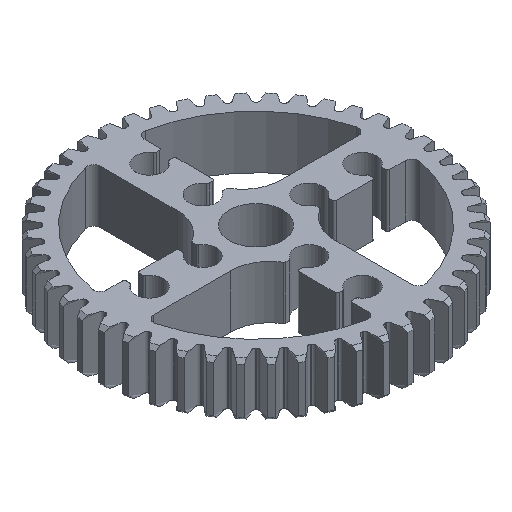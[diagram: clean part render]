
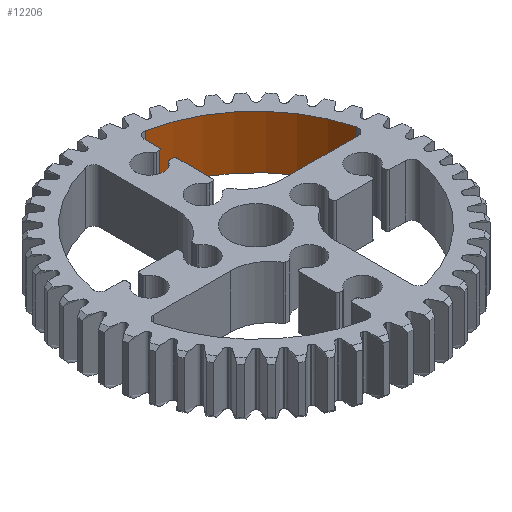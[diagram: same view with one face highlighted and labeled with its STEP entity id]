
A CAD part, isometric view. The second image highlights one B-rep face of the part: STEP entity #12206.
In plain terms, the highlighted cylindrical face has radius 21 mm (diameter 42 mm), a partial arc.
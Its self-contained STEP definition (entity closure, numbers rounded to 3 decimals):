
#797 = CARTESIAN_POINT ( 'NONE',  ( 3.99, 20.617, 8. ) ) ;
#1021 = DIRECTION ( 'NONE',  ( 0., 0., -1. ) ) ;
#1157 = EDGE_CURVE ( 'NONE', #4609, #3983, #17802, .T. ) ;
#2411 = CARTESIAN_POINT ( 'NONE',  ( 0., 0., 8. ) ) ;
#2790 = VERTEX_POINT ( 'NONE', #4798 ) ;
#3245 = AXIS2_PLACEMENT_3D ( 'NONE', #12461, #7974, #6873 ) ;
#3824 = DIRECTION ( 'NONE',  ( 1., 0., 0. ) ) ;
#3910 = FACE_OUTER_BOUND ( 'NONE', #16016, .T. ) ;
#3983 = VERTEX_POINT ( 'NONE', #797 ) ;
#4128 = ORIENTED_EDGE ( 'NONE', *, *, #1157, .T. ) ;
#4175 = CARTESIAN_POINT ( 'NONE',  ( 3.99, 20.617, 0. ) ) ;
#4514 = VECTOR ( 'NONE', #1021, 1000. ) ;
#4609 = VERTEX_POINT ( 'NONE', #17884 ) ;
#4798 = CARTESIAN_POINT ( 'NONE',  ( 20.333, 5.25, 0. ) ) ;
#5855 = EDGE_CURVE ( 'NONE', #4609, #2790, #8186, .T. ) ;
#6732 = LINE ( 'NONE', #11465, #17386 ) ;
#6873 = DIRECTION ( 'NONE',  ( -1., 0., 0. ) ) ;
#7568 = ORIENTED_EDGE ( 'NONE', *, *, #5855, .F. ) ;
#7974 = DIRECTION ( 'NONE',  ( 0., 0., -1. ) ) ;
#7998 = CARTESIAN_POINT ( 'NONE',  ( 0., 0., 0. ) ) ;
#8028 = CIRCLE ( 'NONE', #13946, 21. ) ;
#8186 = LINE ( 'NONE', #9429, #4514 ) ;
#8299 = ORIENTED_EDGE ( 'NONE', *, *, #10035, .T. ) ;
#9398 = DIRECTION ( 'NONE',  ( 1., 0., 0. ) ) ;
#9429 = CARTESIAN_POINT ( 'NONE',  ( 20.333, 5.25, 8. ) ) ;
#10035 = EDGE_CURVE ( 'NONE', #3983, #11327, #6732, .T. ) ;
#10815 = EDGE_CURVE ( 'NONE', #2790, #11327, #8028, .T. ) ;
#10824 = CYLINDRICAL_SURFACE ( 'NONE', #3245, 21. ) ;
#10871 = ORIENTED_EDGE ( 'NONE', *, *, #10815, .F. ) ;
#11327 = VERTEX_POINT ( 'NONE', #4175 ) ;
#11351 = AXIS2_PLACEMENT_3D ( 'NONE', #2411, #12125, #3824 ) ;
#11465 = CARTESIAN_POINT ( 'NONE',  ( 3.99, 20.617, 8. ) ) ;
#12125 = DIRECTION ( 'NONE',  ( 0., 0., 1. ) ) ;
#12206 = ADVANCED_FACE ( 'NONE', ( #3910 ), #10824, .F. ) ;
#12461 = CARTESIAN_POINT ( 'NONE',  ( 0., 0., 8. ) ) ;
#13946 = AXIS2_PLACEMENT_3D ( 'NONE', #7998, #17709, #9398 ) ;
#15691 = DIRECTION ( 'NONE',  ( 0., 0., -1. ) ) ;
#16016 = EDGE_LOOP ( 'NONE', ( #10871, #7568, #4128, #8299 ) ) ;
#17386 = VECTOR ( 'NONE', #15691, 1000. ) ;
#17709 = DIRECTION ( 'NONE',  ( 0., 0., 1. ) ) ;
#17802 = CIRCLE ( 'NONE', #11351, 21. ) ;
#17884 = CARTESIAN_POINT ( 'NONE',  ( 20.333, 5.25, 8. ) ) ;
